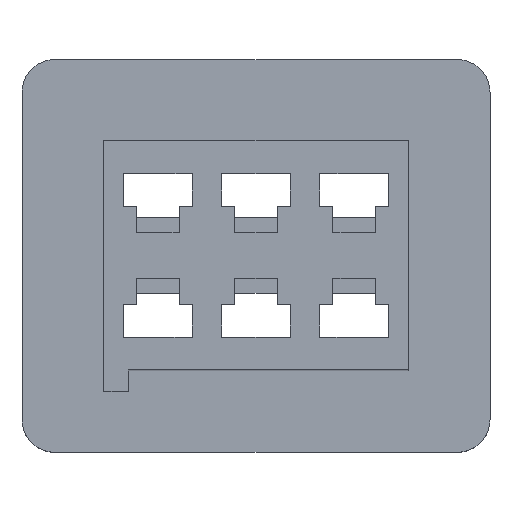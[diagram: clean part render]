
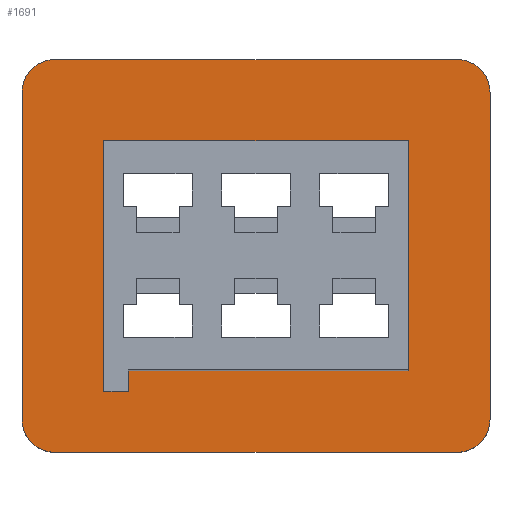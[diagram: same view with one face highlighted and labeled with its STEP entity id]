
A CAD part, top view. The second image highlights one B-rep face of the part: STEP entity #1691.
In plain terms, the highlighted planar face has unit normal (0, 0, 1).
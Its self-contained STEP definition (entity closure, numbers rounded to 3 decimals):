
#4 = DIRECTION ( 'NONE',  ( 0., 0., -1. ) ) ;
#74 = CIRCLE ( 'NONE', #3047, 2. ) ;
#210 = LINE ( 'NONE', #4705, #4157 ) ;
#251 = EDGE_LOOP ( 'NONE', ( #4188, #4574, #1279, #4815, #2399, #1593 ) ) ;
#256 = VERTEX_POINT ( 'NONE', #2691 ) ;
#272 = CARTESIAN_POINT ( 'NONE',  ( 0., 22., 3. ) ) ;
#368 = DIRECTION ( 'NONE',  ( 0., 1., 0. ) ) ;
#369 = EDGE_CURVE ( 'NONE', #671, #3276, #4613, .T. ) ;
#521 = CARTESIAN_POINT ( 'NONE',  ( 28.6, 2., 3. ) ) ;
#583 = VECTOR ( 'NONE', #3347, 1000. ) ;
#620 = EDGE_CURVE ( 'NONE', #3142, #1333, #1140, .T. ) ;
#635 = AXIS2_PLACEMENT_3D ( 'NONE', #1740, #1758, #1772 ) ;
#643 = DIRECTION ( 'NONE',  ( -1., 0., 0. ) ) ;
#660 = PLANE ( 'NONE',  #1297 ) ;
#671 = VERTEX_POINT ( 'NONE', #272 ) ;
#681 = FACE_OUTER_BOUND ( 'NONE', #1805, .T. ) ;
#705 = DIRECTION ( 'NONE',  ( -1., 0., 0. ) ) ;
#783 = DIRECTION ( 'NONE',  ( 0., -1., 0. ) ) ;
#809 = VERTEX_POINT ( 'NONE', #1012 ) ;
#838 = LINE ( 'NONE', #2010, #4685 ) ;
#925 = ORIENTED_EDGE ( 'NONE', *, *, #3346, .T. ) ;
#1012 = CARTESIAN_POINT ( 'NONE',  ( 23.6, 19., 3. ) ) ;
#1024 = EDGE_CURVE ( 'NONE', #809, #256, #4013, .T. ) ;
#1028 = VECTOR ( 'NONE', #3703, 1000. ) ;
#1053 = VERTEX_POINT ( 'NONE', #2191 ) ;
#1094 = LINE ( 'NONE', #2509, #2203 ) ;
#1140 = CIRCLE ( 'NONE', #4577, 2. ) ;
#1154 = CARTESIAN_POINT ( 'NONE',  ( 0., 0., 3. ) ) ;
#1209 = CARTESIAN_POINT ( 'NONE',  ( 26.6, 22., 3. ) ) ;
#1247 = CARTESIAN_POINT ( 'NONE',  ( 28.6, 22., 3. ) ) ;
#1262 = VECTOR ( 'NONE', #368, 1000. ) ;
#1279 = ORIENTED_EDGE ( 'NONE', *, *, #2951, .F. ) ;
#1297 = AXIS2_PLACEMENT_3D ( 'NONE', #3269, #4, #4775 ) ;
#1333 = VERTEX_POINT ( 'NONE', #521 ) ;
#1403 = EDGE_CURVE ( 'NONE', #2549, #671, #4184, .T. ) ;
#1424 = EDGE_CURVE ( 'NONE', #3854, #1887, #1094, .T. ) ;
#1448 = VECTOR ( 'NONE', #1980, 1000. ) ;
#1482 = ORIENTED_EDGE ( 'NONE', *, *, #1403, .T. ) ;
#1548 = EDGE_CURVE ( 'NONE', #1053, #3854, #2261, .T. ) ;
#1560 = CARTESIAN_POINT ( 'NONE',  ( 6.5, 5., 3. ) ) ;
#1593 = ORIENTED_EDGE ( 'NONE', *, *, #1424, .F. ) ;
#1604 = CARTESIAN_POINT ( 'NONE',  ( 2., 0., 3. ) ) ;
#1691 = ADVANCED_FACE ( 'NONE', ( #681, #1901 ), #660, .F. ) ;
#1706 = EDGE_CURVE ( 'NONE', #1887, #809, #838, .T. ) ;
#1740 = CARTESIAN_POINT ( 'NONE',  ( 2., 22., 3. ) ) ;
#1758 = DIRECTION ( 'NONE',  ( 0., 0., 1. ) ) ;
#1772 = DIRECTION ( 'NONE',  ( -1., 0., 0. ) ) ;
#1805 = EDGE_LOOP ( 'NONE', ( #2043, #2787, #3560, #4584, #925, #4671, #3697, #1482 ) ) ;
#1846 = CARTESIAN_POINT ( 'NONE',  ( 5., 19., 3. ) ) ;
#1887 = VERTEX_POINT ( 'NONE', #3876 ) ;
#1901 = FACE_BOUND ( 'NONE', #251, .T. ) ;
#1970 = VERTEX_POINT ( 'NONE', #3158 ) ;
#1980 = DIRECTION ( 'NONE',  ( 0., 1., 0. ) ) ;
#2010 = CARTESIAN_POINT ( 'NONE',  ( 23.6, 5., 3. ) ) ;
#2041 = EDGE_CURVE ( 'NONE', #2551, #2549, #210, .T. ) ;
#2043 = ORIENTED_EDGE ( 'NONE', *, *, #369, .T. ) ;
#2056 = CARTESIAN_POINT ( 'NONE',  ( 28.6, 0., 3. ) ) ;
#2061 = CARTESIAN_POINT ( 'NONE',  ( 2., 2., 3. ) ) ;
#2126 = DIRECTION ( 'NONE',  ( 0., 1., 0. ) ) ;
#2191 = CARTESIAN_POINT ( 'NONE',  ( 6.5, 3.7, 3. ) ) ;
#2192 = EDGE_CURVE ( 'NONE', #2915, #2551, #2455, .T. ) ;
#2203 = VECTOR ( 'NONE', #2855, 1000. ) ;
#2205 = DIRECTION ( 'NONE',  ( 0., 0., 1. ) ) ;
#2261 = LINE ( 'NONE', #4456, #1262 ) ;
#2287 = EDGE_CURVE ( 'NONE', #4782, #3142, #4741, .T. ) ;
#2332 = CARTESIAN_POINT ( 'NONE',  ( 26.6, 2., 3. ) ) ;
#2399 = ORIENTED_EDGE ( 'NONE', *, *, #1706, .F. ) ;
#2430 = DIRECTION ( 'NONE',  ( -1., 0., 0. ) ) ;
#2438 = LINE ( 'NONE', #2056, #1448 ) ;
#2455 = CIRCLE ( 'NONE', #3197, 2. ) ;
#2509 = CARTESIAN_POINT ( 'NONE',  ( 5., 5., 3. ) ) ;
#2549 = VERTEX_POINT ( 'NONE', #3392 ) ;
#2551 = VERTEX_POINT ( 'NONE', #4359 ) ;
#2677 = CARTESIAN_POINT ( 'NONE',  ( 0., 2., 3. ) ) ;
#2691 = CARTESIAN_POINT ( 'NONE',  ( 5., 19., 3. ) ) ;
#2759 = VECTOR ( 'NONE', #3753, 1000. ) ;
#2787 = ORIENTED_EDGE ( 'NONE', *, *, #4049, .T. ) ;
#2855 = DIRECTION ( 'NONE',  ( 1., 0., 0. ) ) ;
#2915 = VERTEX_POINT ( 'NONE', #1247 ) ;
#2951 = EDGE_CURVE ( 'NONE', #256, #1970, #3566, .T. ) ;
#3039 = EDGE_CURVE ( 'NONE', #1970, #1053, #4322, .T. ) ;
#3047 = AXIS2_PLACEMENT_3D ( 'NONE', #2061, #4669, #2430 ) ;
#3071 = CARTESIAN_POINT ( 'NONE',  ( 5., 5., 3. ) ) ;
#3142 = VERTEX_POINT ( 'NONE', #4016 ) ;
#3158 = CARTESIAN_POINT ( 'NONE',  ( 5., 3.7, 3. ) ) ;
#3197 = AXIS2_PLACEMENT_3D ( 'NONE', #1209, #2205, #643 ) ;
#3269 = CARTESIAN_POINT ( 'NONE',  ( 0., 0., 3. ) ) ;
#3276 = VERTEX_POINT ( 'NONE', #2677 ) ;
#3346 = EDGE_CURVE ( 'NONE', #1333, #2915, #2438, .T. ) ;
#3347 = DIRECTION ( 'NONE',  ( 0., -1., 0. ) ) ;
#3392 = CARTESIAN_POINT ( 'NONE',  ( 2., 24., 3. ) ) ;
#3464 = DIRECTION ( 'NONE',  ( -1., 0., 0. ) ) ;
#3549 = CARTESIAN_POINT ( 'NONE',  ( 0., 0., 3. ) ) ;
#3560 = ORIENTED_EDGE ( 'NONE', *, *, #2287, .T. ) ;
#3566 = LINE ( 'NONE', #3071, #583 ) ;
#3697 = ORIENTED_EDGE ( 'NONE', *, *, #2041, .T. ) ;
#3703 = DIRECTION ( 'NONE',  ( -1., 0., 0. ) ) ;
#3753 = DIRECTION ( 'NONE',  ( 1., 0., 0. ) ) ;
#3854 = VERTEX_POINT ( 'NONE', #1560 ) ;
#3876 = CARTESIAN_POINT ( 'NONE',  ( 23.6, 5., 3. ) ) ;
#4013 = LINE ( 'NONE', #1846, #1028 ) ;
#4016 = CARTESIAN_POINT ( 'NONE',  ( 26.6, 0., 3. ) ) ;
#4049 = EDGE_CURVE ( 'NONE', #3276, #4782, #74, .T. ) ;
#4095 = VECTOR ( 'NONE', #4642, 1000. ) ;
#4157 = VECTOR ( 'NONE', #705, 1000. ) ;
#4183 = DIRECTION ( 'NONE',  ( 0., 0., 1. ) ) ;
#4184 = CIRCLE ( 'NONE', #635, 2. ) ;
#4188 = ORIENTED_EDGE ( 'NONE', *, *, #1548, .F. ) ;
#4322 = LINE ( 'NONE', #4678, #4095 ) ;
#4359 = CARTESIAN_POINT ( 'NONE',  ( 26.6, 24., 3. ) ) ;
#4456 = CARTESIAN_POINT ( 'NONE',  ( 6.5, 5., 3. ) ) ;
#4493 = VECTOR ( 'NONE', #783, 1000. ) ;
#4574 = ORIENTED_EDGE ( 'NONE', *, *, #3039, .F. ) ;
#4577 = AXIS2_PLACEMENT_3D ( 'NONE', #2332, #4183, #3464 ) ;
#4584 = ORIENTED_EDGE ( 'NONE', *, *, #620, .T. ) ;
#4613 = LINE ( 'NONE', #1154, #4493 ) ;
#4642 = DIRECTION ( 'NONE',  ( 1., 0., 0. ) ) ;
#4669 = DIRECTION ( 'NONE',  ( 0., 0., 1. ) ) ;
#4671 = ORIENTED_EDGE ( 'NONE', *, *, #2192, .T. ) ;
#4678 = CARTESIAN_POINT ( 'NONE',  ( 5., 3.7, 3. ) ) ;
#4685 = VECTOR ( 'NONE', #2126, 1000. ) ;
#4705 = CARTESIAN_POINT ( 'NONE',  ( 0., 24., 3. ) ) ;
#4741 = LINE ( 'NONE', #3549, #2759 ) ;
#4775 = DIRECTION ( 'NONE',  ( -1., 0., 0. ) ) ;
#4782 = VERTEX_POINT ( 'NONE', #1604 ) ;
#4815 = ORIENTED_EDGE ( 'NONE', *, *, #1024, .F. ) ;
